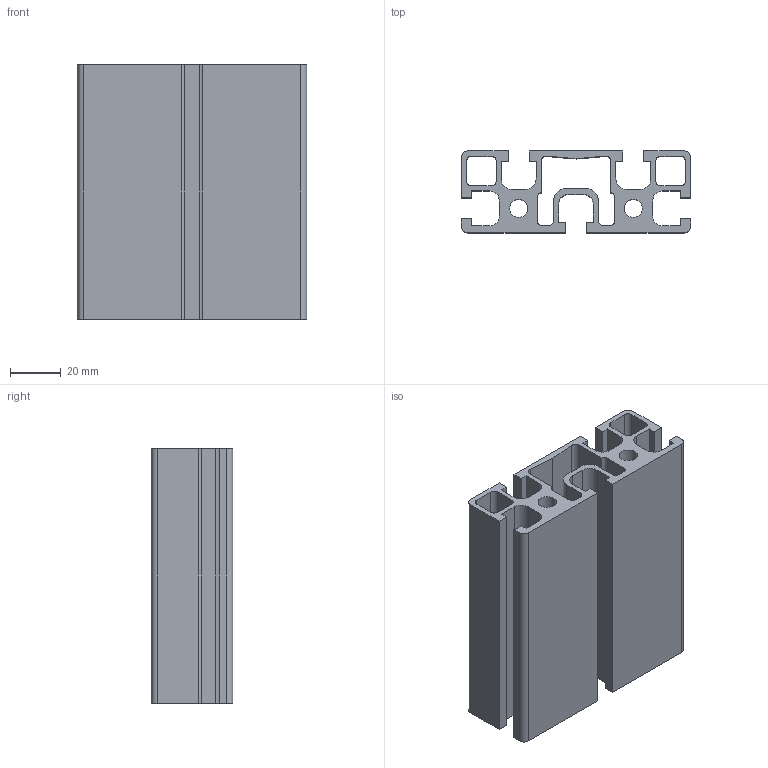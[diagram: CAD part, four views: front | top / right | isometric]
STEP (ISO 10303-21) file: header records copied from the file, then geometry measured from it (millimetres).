
FILE_DESCRIPTION(/* description */ ('Profil 103290'),/* implementation_level */ '2;1');
FILE_NAME(/* name */ '103290.stp',/* time_stamp */ '2014-07-30T12:26:04+02:00',/* author */ ('Veronikaf'),/* organization */ (''),/* preprocessor_version */ 'ST-DEVELOPER v15.2',/* originating_system */ 'Autodesk Inventor 2014',/* authorisation */ '');
FILE_SCHEMA (('AUTOMOTIVE_DESIGN { 1 0 10303 214 3 1 1 }'));
Length unit declared in the file: millimetre
Products named in the file (1): Sestava4_103290_002
Bounding box: 90 x 32 x 100 mm (x, y, z)
Volume: 111820.9 mm3; surface area: 71587.7 mm2
Topology: 1 solids, 1 shells, 99 faces, 291 edges, 194 vertices
Faces by surface type: plane 65, cylinder 34
Full cylindrical faces by diameter (mm): 7.2 x2
Entity records: 3327 total; most frequent: CARTESIAN_POINT 583, ORIENTED_EDGE 578, DIRECTION 557, EDGE_CURVE 289, LINE 221, VECTOR 221, VERTEX_POINT 194, AXIS2_PLACEMENT_3D 168
